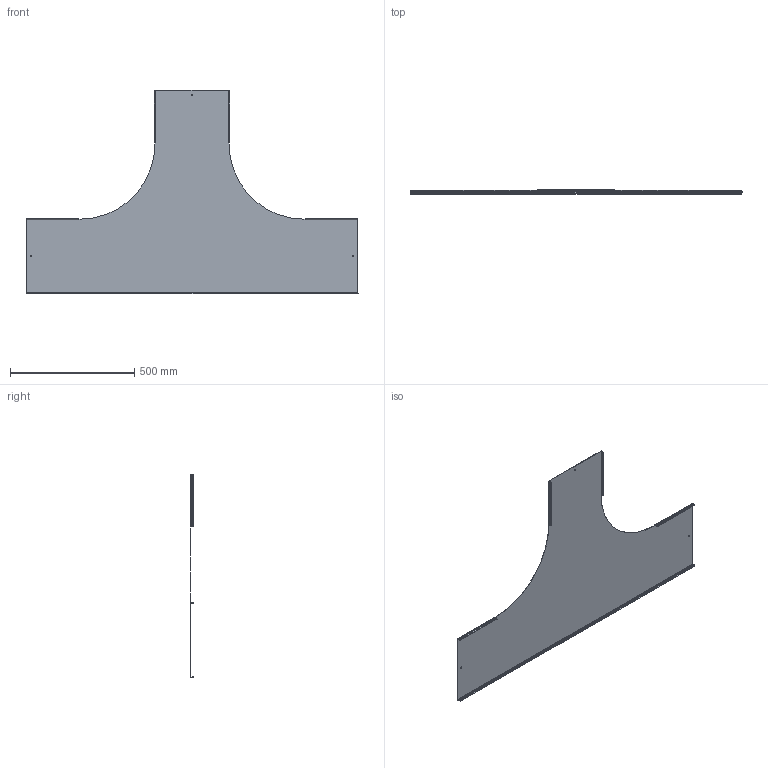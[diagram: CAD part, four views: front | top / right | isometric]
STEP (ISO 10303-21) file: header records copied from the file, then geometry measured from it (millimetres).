
FILE_DESCRIPTION (( 'STEP AP214' ), '1' );
FILE_NAME ('CRT04D-4--01.STEP', '2021-03-08T15:16:54', ( '' ), ( '' ), 'SwSTEP 2.0', 'SolidWorks 2017', '' );
FILE_SCHEMA (( 'AUTOMOTIVE_DESIGN' ));
Length unit declared in the file: millimetre
Products named in the file (1): CRT04D-4--01
Bounding box: 1334 x 15.61 x 818.2 mm (x, y, z)
Volume: 755855.8 mm3; surface area: 1264992.7 mm2
Topology: 1 solids, 1 shells, 190 faces, 432 edges, 232 vertices
Faces by surface type: plane 126, cylinder 52, bspline 12
Entity records: 6000 total; most frequent: CARTESIAN_POINT 1821, ORIENTED_EDGE 864, DIRECTION 846, EDGE_CURVE 432, AXIS2_PLACEMENT_3D 283, VECTOR 280, LINE 280, VERTEX_POINT 232
